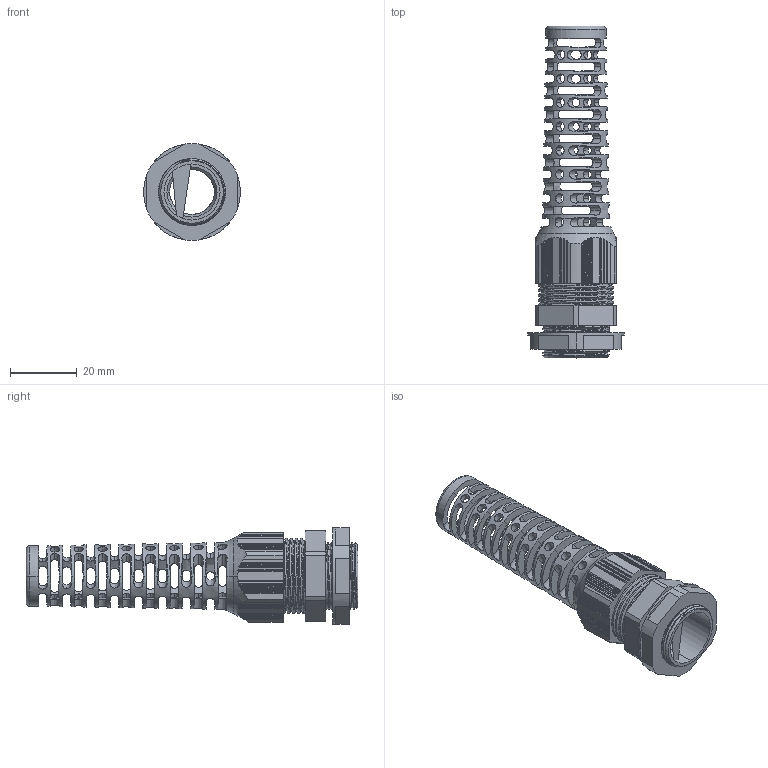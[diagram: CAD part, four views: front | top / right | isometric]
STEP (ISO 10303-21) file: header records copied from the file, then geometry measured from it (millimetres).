
FILE_DESCRIPTION (( 'STEP AP203' ), '1' );
FILE_NAME ('9481.STEP', '2020-06-05T13:08:22', ( '' ), ( '' ), 'SwSTEP 2.0', 'SolidWorks 2011', '' );
FILE_SCHEMA (( 'CONFIG_CONTROL_DESIGN' ));
Length unit declared in the file: millimetre
Products named in the file (1): 9481
Bounding box: 29 x 99.37 x 29 mm (x, y, z)
Volume: 13255.2 mm3; surface area: 13510.2 mm2
Topology: 1 solids, 30 shells, 724 faces, 2156 edges, 1434 vertices
Faces by surface type: plane 381, cone 168, cylinder 152, bspline 17, torus 6
Entity records: 33409 total; most frequent: CARTESIAN_POINT 15972, ORIENTED_EDGE 4312, DIRECTION 2816, EDGE_CURVE 2156, VERTEX_POINT 1434, AXIS2_PLACEMENT_3D 967, VECTOR 882, LINE 882
